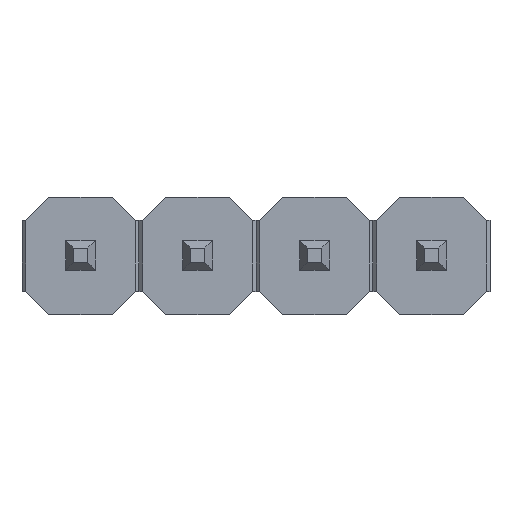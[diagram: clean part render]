
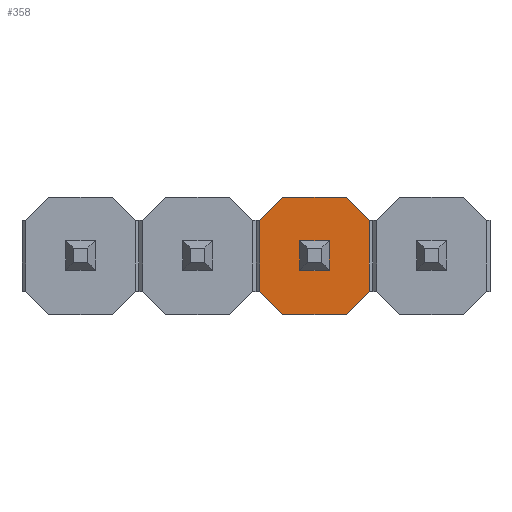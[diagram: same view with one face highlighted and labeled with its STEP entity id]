
A CAD part, top view. The second image highlights one B-rep face of the part: STEP entity #358.
In plain terms, the highlighted planar face has unit normal (0, 0, 1).
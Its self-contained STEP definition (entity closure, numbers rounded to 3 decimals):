
#358=ADVANCED_FACE('',(#1144),#1146,.T.);
#1144=FACE_BOUND('',#1145,.T.);
#1145=EDGE_LOOP('',(#1746,#1747,#1748,#1749,#1750,#1751,#1752,#1753));
#1146=PLANE('',#1147);
#1147=AXIS2_PLACEMENT_3D('',#1148,#1149,#1150);
#1148=CARTESIAN_POINT('',(2.54,0.,2.5));
#1149=DIRECTION('',(0.,0.,1.));
#1150=DIRECTION('',(1.,0.,0.));
#1746=ORIENTED_EDGE('',*,*,#2140,.T.);
#1747=ORIENTED_EDGE('',*,*,#2105,.T.);
#1748=ORIENTED_EDGE('',*,*,#2141,.T.);
#1749=ORIENTED_EDGE('',*,*,#2125,.T.);
#1750=ORIENTED_EDGE('',*,*,#2142,.T.);
#1751=ORIENTED_EDGE('',*,*,#2121,.T.);
#1752=ORIENTED_EDGE('',*,*,#2143,.T.);
#1753=ORIENTED_EDGE('',*,*,#2115,.T.);
#2105=EDGE_CURVE('',#2319,#2317,#2320,.T.);
#2115=EDGE_CURVE('',#2333,#2328,#2334,.T.);
#2121=EDGE_CURVE('',#2345,#2343,#2346,.T.);
#2125=EDGE_CURVE('',#2353,#2351,#2354,.T.);
#2140=EDGE_CURVE('',#2328,#2319,#2378,.F.);
#2141=EDGE_CURVE('',#2317,#2353,#2379,.T.);
#2142=EDGE_CURVE('',#2351,#2345,#2380,.F.);
#2143=EDGE_CURVE('',#2343,#2333,#2381,.T.);
#2317=VERTEX_POINT('',#2655);
#2319=VERTEX_POINT('',#2659);
#2320=LINE('',#2660,#2661);
#2328=VERTEX_POINT('',#2682);
#2333=VERTEX_POINT('',#2693);
#2334=LINE('',#2694,#2695);
#2343=VERTEX_POINT('',#2713);
#2345=VERTEX_POINT('',#2717);
#2346=LINE('',#2718,#2719);
#2351=VERTEX_POINT('',#2729);
#2353=VERTEX_POINT('',#2733);
#2354=LINE('',#2734,#2735);
#2378=LINE('',#2788,#2789);
#2379=LINE('',#2791,#2792);
#2380=LINE('',#2794,#2795);
#2381=LINE('',#2797,#2798);
#2655=CARTESIAN_POINT('',(5.765,1.27,2.5));
#2659=CARTESIAN_POINT('',(6.265,0.77,2.5));
#2660=CARTESIAN_POINT('',(6.265,0.77,2.5));
#2661=VECTOR('',#2662,1.);
#2662=DIRECTION('',(-0.707,0.707,0.));
#2682=CARTESIAN_POINT('',(6.265,-0.77,2.5));
#2693=CARTESIAN_POINT('',(5.765,-1.27,2.5));
#2694=CARTESIAN_POINT('',(5.765,-1.27,2.5));
#2695=VECTOR('',#2696,1.);
#2696=DIRECTION('',(0.707,0.707,0.));
#2713=CARTESIAN_POINT('',(4.395,-1.27,2.5));
#2717=CARTESIAN_POINT('',(3.895,-0.77,2.5));
#2718=CARTESIAN_POINT('',(3.895,-0.77,2.5));
#2719=VECTOR('',#2720,1.);
#2720=DIRECTION('',(0.707,-0.707,0.));
#2729=CARTESIAN_POINT('',(3.895,0.77,2.5));
#2733=CARTESIAN_POINT('',(4.395,1.27,2.5));
#2734=CARTESIAN_POINT('',(4.395,1.27,2.5));
#2735=VECTOR('',#2736,1.);
#2736=DIRECTION('',(-0.707,-0.707,0.));
#2788=CARTESIAN_POINT('',(6.265,0.77,2.5));
#2789=VECTOR('',#2790,1.);
#2790=DIRECTION('',(0.,-1.,0.));
#2791=CARTESIAN_POINT('',(5.765,1.27,2.5));
#2792=VECTOR('',#2793,1.);
#2793=DIRECTION('',(-1.,0.,0.));
#2794=CARTESIAN_POINT('',(3.895,-0.77,2.5));
#2795=VECTOR('',#2796,1.);
#2796=DIRECTION('',(0.,1.,0.));
#2797=CARTESIAN_POINT('',(4.395,-1.27,2.5));
#2798=VECTOR('',#2799,1.);
#2799=DIRECTION('',(1.,0.,0.));
